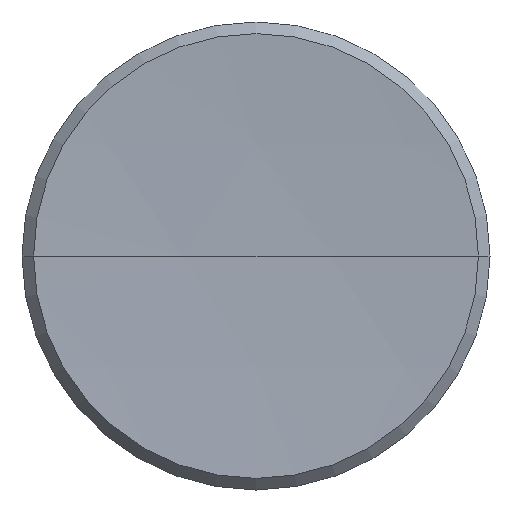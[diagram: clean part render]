
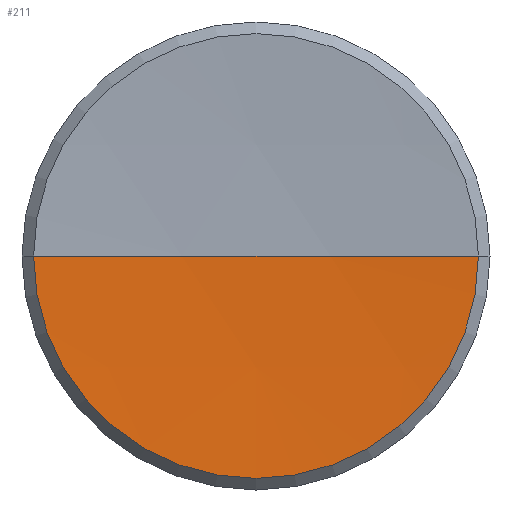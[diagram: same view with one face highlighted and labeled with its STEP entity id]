
A CAD part, left-side view. The second image highlights one B-rep face of the part: STEP entity #211.
In plain terms, the highlighted spherical face has radius 298.5 mm.
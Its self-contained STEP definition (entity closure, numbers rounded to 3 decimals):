
#5 = DIRECTION ( 'NONE',  ( 0., 0., 1. ) ) ;
#23 = CARTESIAN_POINT ( 'NONE',  ( -306.5, 0., 0. ) ) ;
#29 = AXIS2_PLACEMENT_3D ( 'NONE', #92, #51, #98 ) ;
#33 = CARTESIAN_POINT ( 'NONE',  ( -8.606, 0., 0. ) ) ;
#35 = EDGE_CURVE ( 'NONE', #59, #173, #62, .T. ) ;
#51 = DIRECTION ( 'NONE',  ( 0., 0., -1. ) ) ;
#57 = DIRECTION ( 'NONE',  ( -1., 0., 0. ) ) ;
#59 = VERTEX_POINT ( 'NONE', #142 ) ;
#62 = CIRCLE ( 'NONE', #158, 298.5 ) ;
#76 = AXIS2_PLACEMENT_3D ( 'NONE', #33, #57, #219 ) ;
#92 = CARTESIAN_POINT ( 'NONE',  ( -306.5, 0., 0. ) ) ;
#98 = DIRECTION ( 'NONE',  ( 0., -1., 0. ) ) ;
#141 = DIRECTION ( 'NONE',  ( 0.998, -0.064, 0. ) ) ;
#142 = CARTESIAN_POINT ( 'NONE',  ( -8.606, -19.01, 0. ) ) ;
#158 = AXIS2_PLACEMENT_3D ( 'NONE', #23, #5, #141 ) ;
#164 = CARTESIAN_POINT ( 'NONE',  ( -8.606, 19.01, 0. ) ) ;
#167 = EDGE_LOOP ( 'NONE', ( #224, #227 ) ) ;
#173 = VERTEX_POINT ( 'NONE', #164 ) ;
#188 = SPHERICAL_SURFACE ( 'NONE', #29, 298.5 ) ;
#196 = EDGE_CURVE ( 'NONE', #173, #59, #204, .T. ) ;
#204 = CIRCLE ( 'NONE', #76, 19.01 ) ;
#211 = ADVANCED_FACE ( 'NONE', ( #237 ), #188, .F. ) ;
#219 = DIRECTION ( 'NONE',  ( 0., 1., 0. ) ) ;
#224 = ORIENTED_EDGE ( 'NONE', *, *, #196, .T. ) ;
#227 = ORIENTED_EDGE ( 'NONE', *, *, #35, .T. ) ;
#237 = FACE_OUTER_BOUND ( 'NONE', #167, .T. ) ;
